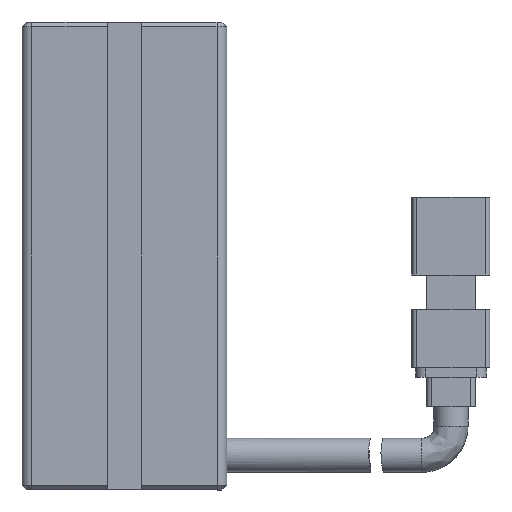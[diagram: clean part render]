
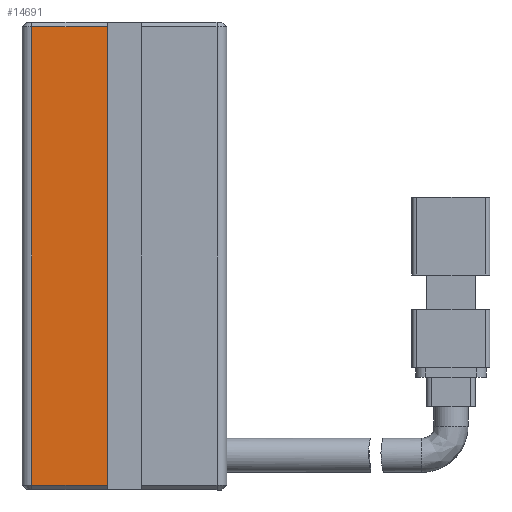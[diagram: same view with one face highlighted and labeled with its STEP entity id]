
A CAD part, front view. The second image highlights one B-rep face of the part: STEP entity #14691.
In plain terms, the highlighted planar face has unit normal (0, -1, 0).
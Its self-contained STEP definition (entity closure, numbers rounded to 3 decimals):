
#2115 = EDGE_CURVE ( 'NONE', #31357, #23842, #9657, .T. ) ;
#2423 = LINE ( 'NONE', #37779, #28181 ) ;
#4225 = PLANE ( 'NONE',  #8943 ) ;
#5752 = CARTESIAN_POINT ( 'NONE',  ( 39.175, 10.991, -91.5 ) ) ;
#6256 = CARTESIAN_POINT ( 'NONE',  ( 31.425, 10.991, -138.5 ) ) ;
#7698 = DIRECTION ( 'NONE',  ( -1., 0., 0. ) ) ;
#7850 = EDGE_CURVE ( 'NONE', #21808, #22168, #2423, .T. ) ;
#8052 = CARTESIAN_POINT ( 'NONE',  ( 40.925, 10.991, -91.5 ) ) ;
#8943 = AXIS2_PLACEMENT_3D ( 'NONE', #19492, #10309, #16090 ) ;
#9294 = VECTOR ( 'NONE', #35169, 1000. ) ;
#9657 = LINE ( 'NONE', #21112, #10577 ) ;
#10309 = DIRECTION ( 'NONE',  ( 0., -1., 0. ) ) ;
#10577 = VECTOR ( 'NONE', #35761, 1000. ) ;
#10613 = CARTESIAN_POINT ( 'NONE',  ( 31.425, 10.991, -91.5 ) ) ;
#10755 = ORIENTED_EDGE ( 'NONE', *, *, #32366, .T. ) ;
#14691 = ADVANCED_FACE ( 'NONE', ( #16145 ), #4225, .T. ) ;
#16090 = DIRECTION ( 'NONE',  ( 0., 0., -1. ) ) ;
#16145 = FACE_OUTER_BOUND ( 'NONE', #36883, .T. ) ;
#18374 = ORIENTED_EDGE ( 'NONE', *, *, #2115, .T. ) ;
#19492 = CARTESIAN_POINT ( 'NONE',  ( 40.925, 10.991, -91. ) ) ;
#21112 = CARTESIAN_POINT ( 'NONE',  ( 31.425, 10.991, -91. ) ) ;
#21808 = VERTEX_POINT ( 'NONE', #30511 ) ;
#22168 = VERTEX_POINT ( 'NONE', #5752 ) ;
#22632 = CARTESIAN_POINT ( 'NONE',  ( 40.925, 10.991, -138.5 ) ) ;
#23798 = LINE ( 'NONE', #8052, #9294 ) ;
#23842 = VERTEX_POINT ( 'NONE', #6256 ) ;
#25432 = VECTOR ( 'NONE', #7698, 1000. ) ;
#25925 = LINE ( 'NONE', #22632, #25432 ) ;
#28181 = VECTOR ( 'NONE', #29070, 1000. ) ;
#29070 = DIRECTION ( 'NONE',  ( 0., 0., 1. ) ) ;
#30511 = CARTESIAN_POINT ( 'NONE',  ( 39.175, 10.991, -138.5 ) ) ;
#31357 = VERTEX_POINT ( 'NONE', #10613 ) ;
#32366 = EDGE_CURVE ( 'NONE', #22168, #31357, #23798, .T. ) ;
#32399 = ORIENTED_EDGE ( 'NONE', *, *, #34574, .F. ) ;
#34144 = ORIENTED_EDGE ( 'NONE', *, *, #7850, .T. ) ;
#34574 = EDGE_CURVE ( 'NONE', #21808, #23842, #25925, .T. ) ;
#35169 = DIRECTION ( 'NONE',  ( -1., 0., 0. ) ) ;
#35761 = DIRECTION ( 'NONE',  ( 0., 0., -1. ) ) ;
#36883 = EDGE_LOOP ( 'NONE', ( #18374, #32399, #34144, #10755 ) ) ;
#37779 = CARTESIAN_POINT ( 'NONE',  ( 39.175, 10.991, -91. ) ) ;
